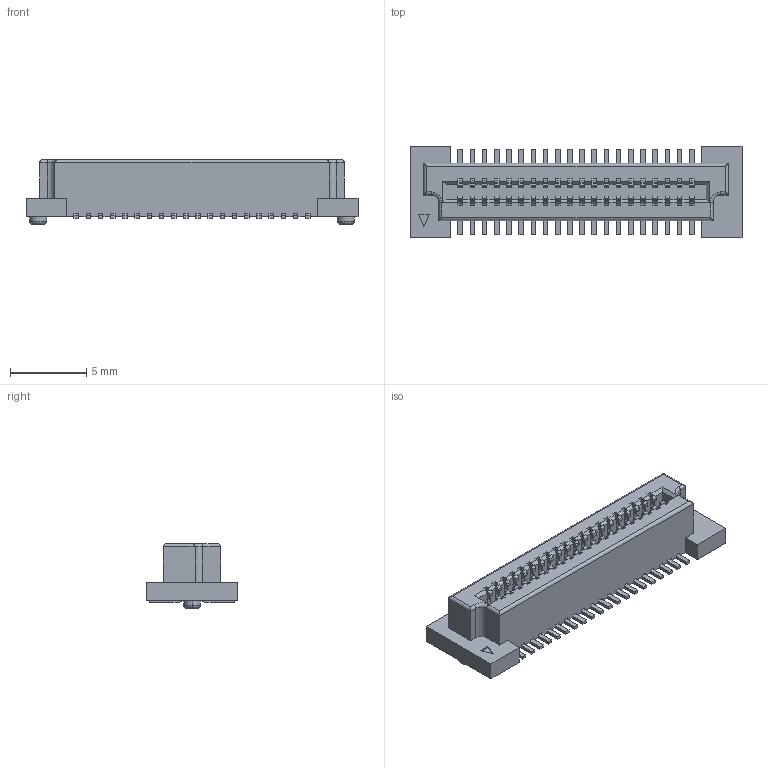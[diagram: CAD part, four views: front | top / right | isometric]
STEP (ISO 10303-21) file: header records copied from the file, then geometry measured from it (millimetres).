
FILE_DESCRIPTION((''),'2;1');
FILE_NAME('X0802FVS-40AS-LPV01_ASM','2022-10-14T15:12:03',('柚子'),(''),'CREO PARAMETRIC BY PTC INC, 2019080','CREO PARAMETRIC BY PTC INC, 2019080','');
FILE_SCHEMA(('CONFIG_CONTROL_DESIGN'));
Length unit declared in the file: millimetre
Products named in the file (48): COMPOUND-314_1_2_3_4_5_6_7_8_52; COMPOUND-314_1_2_3_4_5_6_7_8_53; COMPOUND-314_1_2_3_4_5_6_7_8_54; COMPOUND-314_1_2_3_4_5_6_7_8_55; COMPOUND-314_1_2_3_4_5_6_7_8_56; COMPOUND-314_1_2_3_4_5_6_7_8_57; COMPOUND-314_1_2_3_4_5_6_7_8_58; COMPOUND-314_1_2_3_4_5_6_7_8_59; COMPOUND-314_1_2_3_4_5_6_7_8_60; COMPOUND-314_1_2_3_4_5_6_7_8_61; COMPOUND-314_1_2_3_4_5_6_7_8_62; COMPOUND-314_1_2_3_4_5_6_7_8_63; COMPOUND-314_1_2_3_4_5_6_7_8_64; COMPOUND-314_1_2_3_4_5_6_7_8_65; COMPOUND-314_1_2_3_4_5_6_7_8_66; COMPOUND-314_1_2_3_4_5_6_7_8_67; COMPOUND-314_1_2_3_4_5_6_7_8_68; COMPOUND-314_1_2_3_4_5_6_7_8_69; COMPOUND-314_1_2_3_4_5_6_7_8_70; COMPOUND-314_1_2_3_4_5_6_7_8_71; COMPOUND-314_1_2_3_4_5_6_7_8_72; COMPOUND-314_1_2_3_4_5_6_7_8_73; COMPOUND-314_1_2_3_4_5_6_7_8_74; COMPOUND-314_1_2_3_4_5_6_7_8_75; COMPOUND-314_1_2_3_4_5_6_7_8_76; COMPOUND-314_1_2_3_4_5_6_7_8_77; COMPOUND-314_1_2_3_4_5_6_7_8_78; COMPOUND-314_1_2_3_4_5_6_7_8_79; COMPOUND-314_1_2_3_4_5_6_7_8_80; COMPOUND-314_1_2_3_4_5_6_7_8_81; COMPOUND-314_1_2_3_4_5_6_7_8_82; COMPOUND-314_1_2_3_4_5_6_7_8_83; COMPOUND-314_1_2_3_4_5_6_7_8_84; COMPOUND-314_1_2_3_4_5_6_7_8_85; COMPOUND-314_1_2_3_4_5_6_7_8_86; COMPOUND-314_1_2_3_4_5_6_7_8_87; COMPOUND-314_1_2_3_4_5_6_7_8_88; COMPOUND-314_1_2_3_4_5_6_7_8_89; COMPOUND-314_1_2_3_4_5_6_7_8_90; COMPOUND-314_1_2_3_4_5_6_7_8_91 ...
Assembly tree (47 placements, depth 6):
  X0802FVS-40AS-LPV01_ASM
    PCBMODEL_1_2_3_4_5_6_7_8_9_1_14_ASM
      CN1_1_2_3_4_5_6_7_8_9_10_11__13_ASM
        CONN-SMD_40P-P0_80_XKB_X0802FVS_ASM
          COMPOUND-314_1_2_3_4_5_6_7_8_51_ASM
            COMPOUND-314_1_2_3_4_5_6_7_8_52
            COMPOUND-314_1_2_3_4_5_6_7_8_53
            COMPOUND-314_1_2_3_4_5_6_7_8_54
            COMPOUND-314_1_2_3_4_5_6_7_8_55
            COMPOUND-314_1_2_3_4_5_6_7_8_56
            COMPOUND-314_1_2_3_4_5_6_7_8_57
            COMPOUND-314_1_2_3_4_5_6_7_8_58
            COMPOUND-314_1_2_3_4_5_6_7_8_59
            COMPOUND-314_1_2_3_4_5_6_7_8_60
            COMPOUND-314_1_2_3_4_5_6_7_8_61
            COMPOUND-314_1_2_3_4_5_6_7_8_62
            COMPOUND-314_1_2_3_4_5_6_7_8_63
            COMPOUND-314_1_2_3_4_5_6_7_8_64
            COMPOUND-314_1_2_3_4_5_6_7_8_65
            COMPOUND-314_1_2_3_4_5_6_7_8_66
            COMPOUND-314_1_2_3_4_5_6_7_8_67
            COMPOUND-314_1_2_3_4_5_6_7_8_68
            COMPOUND-314_1_2_3_4_5_6_7_8_69
            COMPOUND-314_1_2_3_4_5_6_7_8_70
            COMPOUND-314_1_2_3_4_5_6_7_8_71
            COMPOUND-314_1_2_3_4_5_6_7_8_72
            COMPOUND-314_1_2_3_4_5_6_7_8_73
            COMPOUND-314_1_2_3_4_5_6_7_8_74
            COMPOUND-314_1_2_3_4_5_6_7_8_75
            COMPOUND-314_1_2_3_4_5_6_7_8_76
            COMPOUND-314_1_2_3_4_5_6_7_8_77
            COMPOUND-314_1_2_3_4_5_6_7_8_78
            COMPOUND-314_1_2_3_4_5_6_7_8_79
            COMPOUND-314_1_2_3_4_5_6_7_8_80
            COMPOUND-314_1_2_3_4_5_6_7_8_81
            COMPOUND-314_1_2_3_4_5_6_7_8_82
            COMPOUND-314_1_2_3_4_5_6_7_8_83
            COMPOUND-314_1_2_3_4_5_6_7_8_84
            COMPOUND-314_1_2_3_4_5_6_7_8_85
            COMPOUND-314_1_2_3_4_5_6_7_8_86
            COMPOUND-314_1_2_3_4_5_6_7_8_87
            COMPOUND-314_1_2_3_4_5_6_7_8_88
            COMPOUND-314_1_2_3_4_5_6_7_8_89
            COMPOUND-314_1_2_3_4_5_6_7_8_90
            COMPOUND-314_1_2_3_4_5_6_7_8_91
            COMPOUND-314_1_2_3_4_5_6_7_8_92
            COMPOUND-314_1_2_3_4_5_6_7_8_93
            COMPOUND-314_1_2_3_4_5_6_7_8_94
Bounding box: 21.8 x 6 x 4.25 mm (x, y, z)
Volume: 260 mm3; surface area: 868.1 mm2
Topology: 43 solids, 43 shells, 1050 faces, 3093 edges, 2056 vertices
Faces by surface type: plane 706, extrusion 240, cylinder 98, torus 6
Entity records: 40969 total; most frequent: CARTESIAN_POINT 12532, ORIENTED_EDGE 6186, DIRECTION 4943, EDGE_CURVE 3093, VECTOR 2653, LINE 2413, VERTEX_POINT 2056, AXIS2_PLACEMENT_3D 1145
